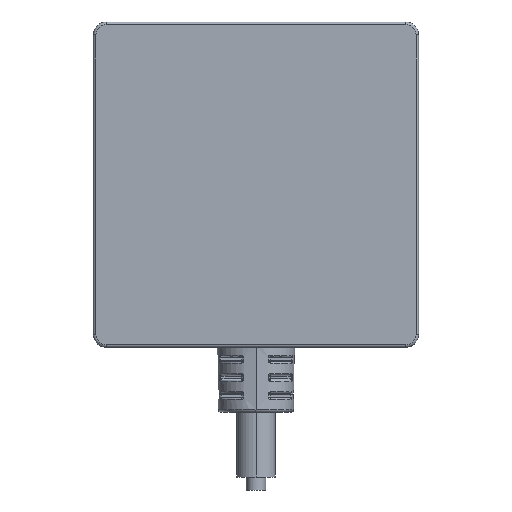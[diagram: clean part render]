
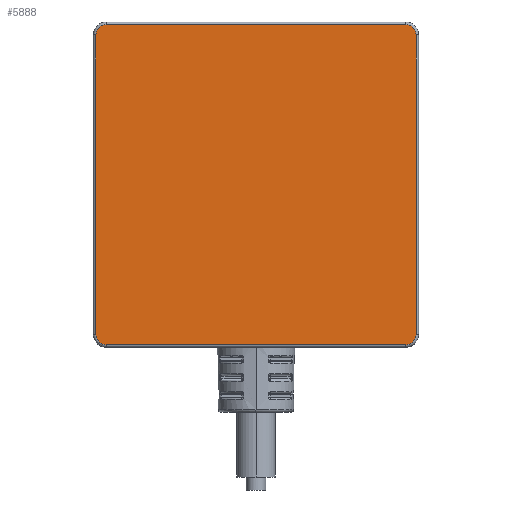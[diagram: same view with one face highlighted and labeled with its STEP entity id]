
A CAD part, front view. The second image highlights one B-rep face of the part: STEP entity #5888.
In plain terms, the highlighted planar face has unit normal (0, -1, 0).
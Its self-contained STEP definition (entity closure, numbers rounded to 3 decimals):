
#23=DIRECTION('',(0.,0.,-1.));
#24=VECTOR('',#23,23.071);
#25=CARTESIAN_POINT('',(-12.336,0.,11.536));
#26=LINE('',#25,#24);
#31=CARTESIAN_POINT('',(-11.536,0.,11.536));
#32=DIRECTION('',(0.,-1.,0.));
#33=DIRECTION('',(0.,0.,1.));
#34=AXIS2_PLACEMENT_3D('',#31,#32,#33);
#39=DIRECTION('',(-1.,0.,0.));
#40=VECTOR('',#39,23.071);
#41=CARTESIAN_POINT('',(11.536,0.,12.336));
#42=LINE('',#41,#40);
#46=CARTESIAN_POINT('',(11.536,0.,11.536));
#47=DIRECTION('',(0.,-1.,0.));
#48=DIRECTION('',(1.,0.,0.));
#49=AXIS2_PLACEMENT_3D('',#46,#47,#48);
#54=DIRECTION('',(0.,0.,1.));
#55=VECTOR('',#54,23.071);
#56=CARTESIAN_POINT('',(12.336,0.,-11.536));
#57=LINE('',#56,#55);
#61=CARTESIAN_POINT('',(11.536,0.,-11.536));
#62=DIRECTION('',(0.,-1.,0.));
#63=DIRECTION('',(0.,0.,-1.));
#64=AXIS2_PLACEMENT_3D('',#61,#62,#63);
#69=DIRECTION('',(1.,0.,0.));
#70=VECTOR('',#69,23.071);
#71=CARTESIAN_POINT('',(-11.536,0.,-12.336));
#72=LINE('',#71,#70);
#76=CARTESIAN_POINT('',(-11.536,0.,-11.536));
#77=DIRECTION('',(0.,-1.,0.));
#78=DIRECTION('',(-1.,0.,0.));
#79=AXIS2_PLACEMENT_3D('',#76,#77,#78);
#5306=CARTESIAN_POINT('',(-12.336,0.,11.536));
#5307=CARTESIAN_POINT('',(-12.336,0.,-11.536));
#5308=VERTEX_POINT('',#5306);
#5309=VERTEX_POINT('',#5307);
#5314=CARTESIAN_POINT('',(-11.536,0.,-12.336));
#5315=VERTEX_POINT('',#5314);
#5318=CARTESIAN_POINT('',(11.536,0.,-12.336));
#5319=VERTEX_POINT('',#5318);
#5322=CARTESIAN_POINT('',(12.336,0.,-11.536));
#5323=VERTEX_POINT('',#5322);
#5326=CARTESIAN_POINT('',(12.336,0.,11.536));
#5327=VERTEX_POINT('',#5326);
#5330=CARTESIAN_POINT('',(11.536,0.,12.336));
#5331=VERTEX_POINT('',#5330);
#5334=CARTESIAN_POINT('',(-11.536,0.,12.336));
#5335=VERTEX_POINT('',#5334);
#5865=CARTESIAN_POINT('',(0.,0.,0.));
#5866=DIRECTION('',(0.,1.,0.));
#5867=DIRECTION('',(1.,0.,0.));
#5868=AXIS2_PLACEMENT_3D('',#5865,#5866,#5867);
#5869=PLANE('',#5868);
#5871=ORIENTED_EDGE('',*,*,#5870,.F.);
#5873=ORIENTED_EDGE('',*,*,#5872,.F.);
#5875=ORIENTED_EDGE('',*,*,#5874,.F.);
#5877=ORIENTED_EDGE('',*,*,#5876,.F.);
#5879=ORIENTED_EDGE('',*,*,#5878,.F.);
#5881=ORIENTED_EDGE('',*,*,#5880,.F.);
#5883=ORIENTED_EDGE('',*,*,#5882,.F.);
#5885=ORIENTED_EDGE('',*,*,#5884,.F.);
#5886=EDGE_LOOP('',(#5871,#5873,#5875,#5877,#5879,#5881,#5883,#5885));
#5887=FACE_OUTER_BOUND('',#5886,.F.);
#5888=ADVANCED_FACE('',(#5887),#5869,.F.);
#35=CIRCLE('',#34,0.8);
#50=CIRCLE('',#49,0.8);
#65=CIRCLE('',#64,0.8);
#80=CIRCLE('',#79,0.8);
#5870=EDGE_CURVE('',#5308,#5309,#26,.T.);
#5872=EDGE_CURVE('',#5335,#5308,#35,.T.);
#5874=EDGE_CURVE('',#5331,#5335,#42,.T.);
#5876=EDGE_CURVE('',#5327,#5331,#50,.T.);
#5878=EDGE_CURVE('',#5323,#5327,#57,.T.);
#5880=EDGE_CURVE('',#5319,#5323,#65,.T.);
#5882=EDGE_CURVE('',#5315,#5319,#72,.T.);
#5884=EDGE_CURVE('',#5309,#5315,#80,.T.);
